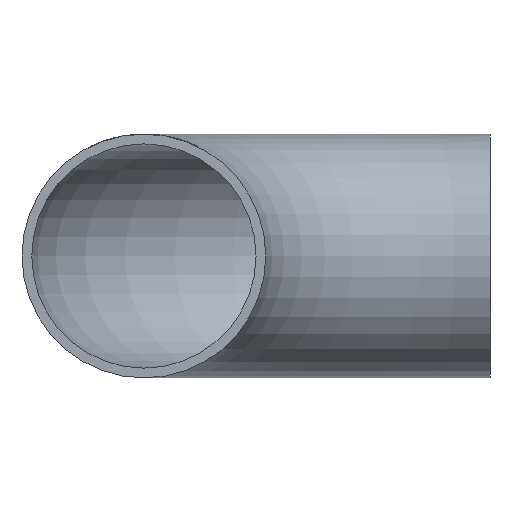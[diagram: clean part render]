
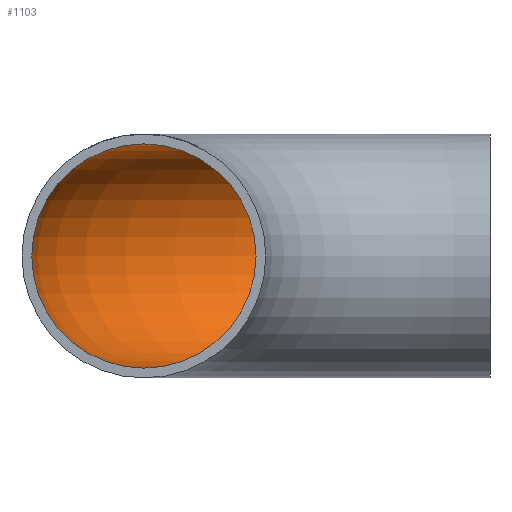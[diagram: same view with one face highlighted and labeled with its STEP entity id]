
A CAD part, front view. The second image highlights one B-rep face of the part: STEP entity #1103.
In plain terms, the highlighted toroidal (fillet/blend) face has major radius 71 mm and minor radius 23 mm.
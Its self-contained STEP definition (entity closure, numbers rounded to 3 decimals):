
#376 = ORIENTED_EDGE ( 'NONE', *, *, #2429, .T. ) ;
#488 = TOROIDAL_SURFACE ( 'NONE', #2234, 71., 23. ) ;
#799 = DIRECTION ( 'NONE',  ( 1., 0., 0. ) ) ;
#1103 = ADVANCED_FACE ( 'NONE', ( #7613, #1893 ), #488, .F. ) ;
#1884 = AXIS2_PLACEMENT_3D ( 'NONE', #5522, #799, #5694 ) ;
#1893 = FACE_OUTER_BOUND ( 'NONE', #6656, .T. ) ;
#1928 = CARTESIAN_POINT ( 'NONE',  ( 0., 0., 0. ) ) ;
#2215 = CARTESIAN_POINT ( 'NONE',  ( -71., 0., 0. ) ) ;
#2234 = AXIS2_PLACEMENT_3D ( 'NONE', #1928, #3966, #6098 ) ;
#2310 = EDGE_CURVE ( 'NONE', #2608, #2608, #4305, .T. ) ;
#2429 = EDGE_CURVE ( 'NONE', #2726, #2726, #6530, .T. ) ;
#2608 = VERTEX_POINT ( 'NONE', #7672 ) ;
#2706 = EDGE_LOOP ( 'NONE', ( #376 ) ) ;
#2726 = VERTEX_POINT ( 'NONE', #6348 ) ;
#3966 = DIRECTION ( 'NONE',  ( 0., 0., -1. ) ) ;
#4305 = CIRCLE ( 'NONE', #6415, 23. ) ;
#4408 = DIRECTION ( 'NONE',  ( 0., 0., 1. ) ) ;
#5502 = ORIENTED_EDGE ( 'NONE', *, *, #2310, .F. ) ;
#5522 = CARTESIAN_POINT ( 'NONE',  ( 0., 71., 0. ) ) ;
#5694 = DIRECTION ( 'NONE',  ( 0., 1., 0. ) ) ;
#6098 = DIRECTION ( 'NONE',  ( -1., 0., 0. ) ) ;
#6348 = CARTESIAN_POINT ( 'NONE',  ( 0., 94., 0. ) ) ;
#6415 = AXIS2_PLACEMENT_3D ( 'NONE', #2215, #8467, #4408 ) ;
#6530 = CIRCLE ( 'NONE', #1884, 23. ) ;
#6656 = EDGE_LOOP ( 'NONE', ( #5502 ) ) ;
#7613 = FACE_OUTER_BOUND ( 'NONE', #2706, .T. ) ;
#7672 = CARTESIAN_POINT ( 'NONE',  ( -71., 0., 23. ) ) ;
#8467 = DIRECTION ( 'NONE',  ( 0., 1., 0. ) ) ;
